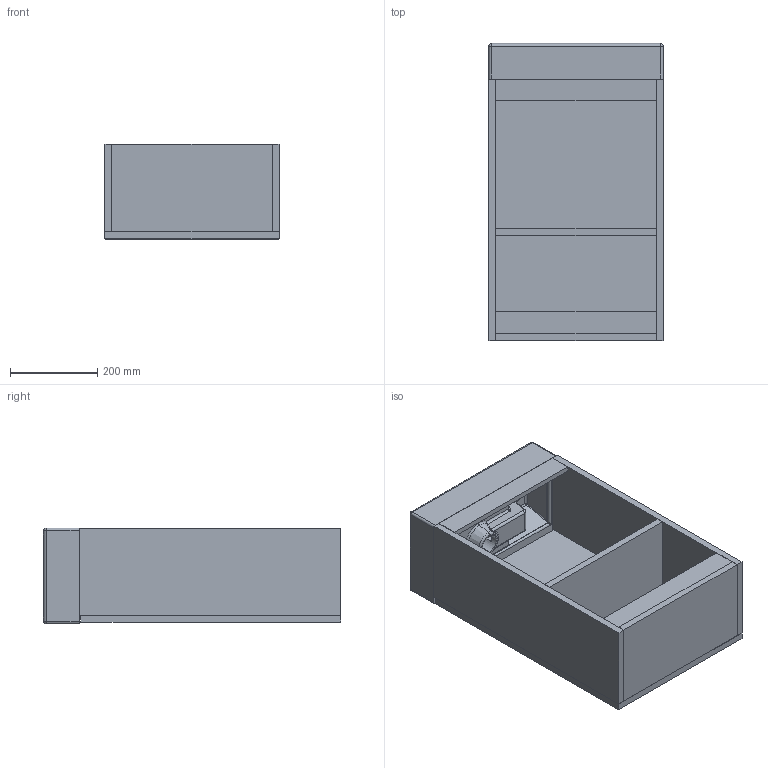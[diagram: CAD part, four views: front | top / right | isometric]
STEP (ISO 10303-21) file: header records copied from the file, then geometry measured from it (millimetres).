
FILE_DESCRIPTION (( 'STEP AP214' ), '1' );
FILE_NAME ('QU2211_V10522_ASM.STEP', '2022-05-18T09:33:20', ( '' ), ( '' ), 'SwSTEP 2.0', 'SolidWorks 2019', '' );
FILE_SCHEMA (( 'AUTOMOTIVE_DESIGN' ));
Length unit declared in the file: millimetre
Products named in the file (3): Basin; QU2211_V10522_ASM; QU2211_V10522
Assembly tree (2 placements, depth 2):
  QU2211_V10522_ASM
    QU2211_V10522
    Basin
Bounding box: 400 x 682 x 220 mm (x, y, z)
Volume: 13994162.7 mm3; surface area: 1816172.8 mm2
Topology: 8 solids, 8 shells, 220 faces, 514 edges, 288 vertices
Faces by surface type: plane 79, cylinder 66, bspline 36, torus 20, sphere 14, cone 5
Entity records: 7473 total; most frequent: CARTESIAN_POINT 2755, ORIENTED_EDGE 980, DIRECTION 915, EDGE_CURVE 490, AXIS2_PLACEMENT_3D 340, VERTEX_POINT 288, VECTOR 235, LINE 235
